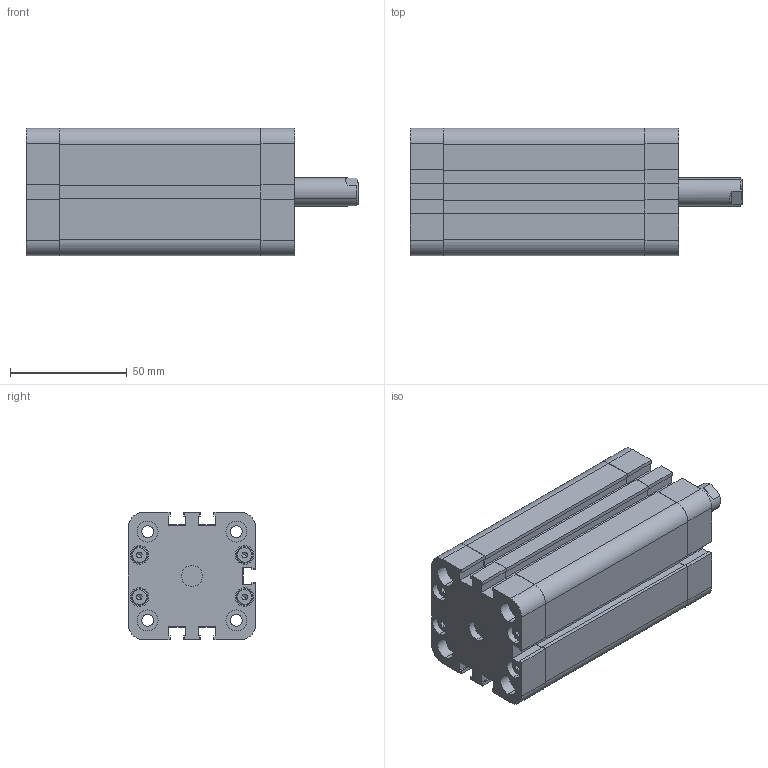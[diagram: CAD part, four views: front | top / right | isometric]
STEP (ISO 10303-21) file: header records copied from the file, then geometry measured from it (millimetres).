
FILE_DESCRIPTION (( 'STEP AP214' ), '1' );
FILE_NAME ('SM_006_040_0050_NP.STEP', '2019-11-13T13:00:49', ( '' ), ( '' ), 'SwSTEP 2.0', 'SolidWorks 2019', '' );
FILE_SCHEMA (( 'AUTOMOTIVE_DESIGN' ));
Length unit declared in the file: millimetre
Products named in the file (23): Kopia SMART - U. t硂ka wklejana^T硂k kpl_SM PSM-L_U. t坥ka wklejana - D040; Sprêzyna SM_PSM_L_040_L1 napi©cie wst©pne; T硂k kpl^SM PSM-L_T坥k kpl - D040; Kopia Pierœcieñ prowadz¹cy^T³ok kpl_SM PSM-L_Pier˜cieä prowadz¥cy D040; Kopia Pokrywa ty³^Pokrywa ty³ kpl_SM PSM-L_Smart - Pok tyˆ - D040; T³oczysko^SM PSM-L_Tˆoczysko - D040; Sprêzyna SM_PSM_L_040_Lo w spoczynku; Kopia SMART - U. t硂ka lu焠a^T硂k kpl_SM PSM-L_U. t坥ka lu玭a - D040; socket head thin cap screw_din_DIN 7984 - M6 x 20 --- 17N; Kopia SMART - U. typ Oring - pokrywa^Pokrywa prz kpl_SM PSM-L_U. typ Oring - D040; Kopia SMART - U. typ Oring - pokrywa^Pokrywa tyｳ kpl_SM PSM-L_U. typ Oring - D040; SM_006_040_0050_NP; socket head thin cap screw_din_DIN 7984 - M4 x 18 --- 15.9N; Kopia Pokrywa przód_Smart - Pok prz¢d - D040; Kopia T硂k_T坥k - D040; Kopia Tuleja prowadzｹca^Pokrywa prz kpl_SM PSM-L_Tuleja prowadz･ca - D040; Kopia SMART - U. t硂czyska^Pokrywa prz骴 kpl_SM PSM-L_U. t坥czyska - D040; Pokrywa ty³ kpl^SM PSM-L_Pok tyˆ - D040; Kopia SMART - U. t³oka S^T³ok kpl_SM PSM-L_U. tˆoka S - D040; Przek³adka SM_PSM_D040; Pokrywa przód kpl^SM PSM-L_Pokrywa prz¢d kpl - D040; Tuleja^SM PSM-L_Tuleja - D040; Kopia Magnes^T³ok kpl_SM PSM-L_Magnes D040
Assembly tree (29 placements, depth 3):
  SM_006_040_0050_NP
    Pokrywa przód kpl^SM PSM-L_Pokrywa prz¢d kpl - D040
      Kopia Pokrywa przód_Smart - Pok prz¢d - D040
      Kopia SMART - U. typ Oring - pokrywa^Pokrywa prz kpl_SM PSM-L_U. typ Oring - D040
      Kopia Tuleja prowadzｹca^Pokrywa prz kpl_SM PSM-L_Tuleja prowadz･ca - D040
      Kopia SMART - U. t硂czyska^Pokrywa prz骴 kpl_SM PSM-L_U. t坥czyska - D040
    Tuleja^SM PSM-L_Tuleja - D040
    Pokrywa ty³ kpl^SM PSM-L_Pok tyˆ - D040
      Kopia Pokrywa ty³^Pokrywa ty³ kpl_SM PSM-L_Smart - Pok tyˆ - D040
      Kopia SMART - U. typ Oring - pokrywa^Pokrywa tyｳ kpl_SM PSM-L_U. typ Oring - D040
    T硂k kpl^SM PSM-L_T坥k kpl - D040
      Kopia T硂k_T坥k - D040
      Kopia Magnes^T³ok kpl_SM PSM-L_Magnes D040
      Kopia Pierœcieñ prowadz¹cy^T³ok kpl_SM PSM-L_Pier˜cieä prowadz¥cy D040
      Kopia SMART - U. t硂ka lu焠a^T硂k kpl_SM PSM-L_U. t坥ka lu玭a - D040
      Kopia SMART - U. t硂ka wklejana^T硂k kpl_SM PSM-L_U. t坥ka wklejana - D040
      Kopia SMART - U. t³oka S^T³ok kpl_SM PSM-L_U. tˆoka S - D040
    T³oczysko^SM PSM-L_Tˆoczysko - D040
    socket head thin cap screw_din_DIN 7984 - M6 x 20 --- 17N
    socket head thin cap screw_din_DIN 7984 - M4 x 18 --- 15.9N  x8
    Przek³adka SM_PSM_D040
    Sprêzyna SM_PSM_L_040_L1 napi©cie wst©pne
    Sprêzyna SM_PSM_L_040_Lo w spoczynku
Bounding box: 142 x 54.5 x 54.5 mm (x, y, z)
Volume: 167578 mm3; surface area: 125129.3 mm2
Topology: 27 solids, 27 shells, 1073 faces, 2605 edges, 1664 vertices
Faces by surface type: plane 538, cylinder 312, bspline 102, cone 85, torus 36
Entity records: 36871 total; most frequent: CARTESIAN_POINT 14603, ORIENTED_EDGE 4382, DIRECTION 4290, EDGE_CURVE 2191, AXIS2_PLACEMENT_3D 1500, VERTEX_POINT 1433, LINE 1290, VECTOR 1290
